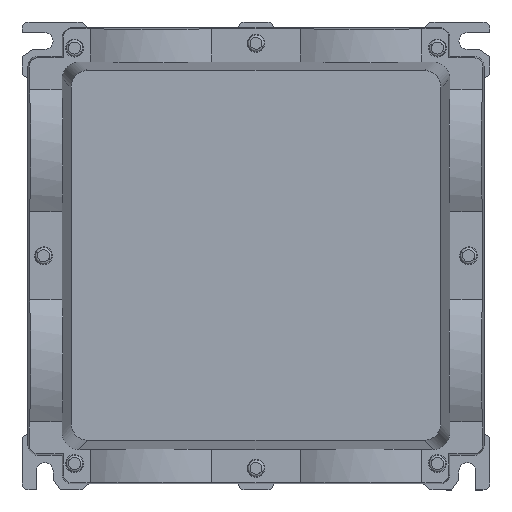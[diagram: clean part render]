
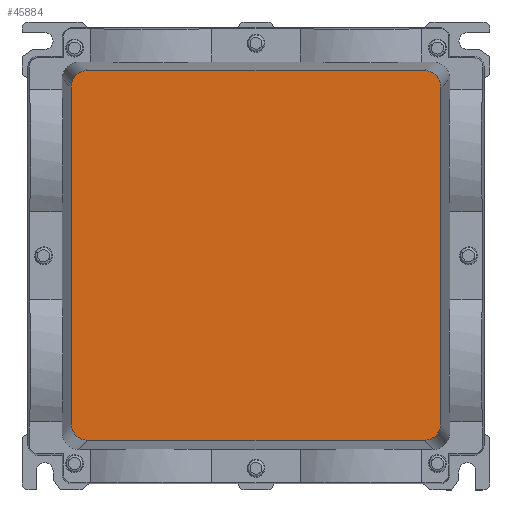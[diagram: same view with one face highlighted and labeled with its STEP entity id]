
A CAD part, top view. The second image highlights one B-rep face of the part: STEP entity #45884.
In plain terms, the highlighted planar face has unit normal (0, 0, 1).
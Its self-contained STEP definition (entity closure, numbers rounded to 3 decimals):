
#45872=AXIS2_PLACEMENT_3D('Plane Axis2P3D',#45869,#45870,#45871) ;
#45089=CARTESIAN_POINT('Control Point',(20.573,168.431,155.)) ;
#45090=CARTESIAN_POINT('Control Point',(20.573,170.629,155.)) ;
#45091=CARTESIAN_POINT('Control Point',(21.432,172.829,155.)) ;
#45092=CARTESIAN_POINT('Control Point',(23.171,174.568,155.)) ;
#45093=CARTESIAN_POINT('Control Point',(25.371,175.427,155.)) ;
#45094=CARTESIAN_POINT('Control Point',(27.569,175.427,155.)) ;
#45095=CARTESIAN_POINT('Vertex',(20.573,168.431,155.)) ;
#45097=CARTESIAN_POINT('Vertex',(27.569,175.427,155.)) ;
#45123=CARTESIAN_POINT('Line Origine',(98.,175.427,155.)) ;
#45127=CARTESIAN_POINT('Vertex',(168.431,175.427,155.)) ;
#45154=CARTESIAN_POINT('Vertex',(20.573,27.569,155.)) ;
#45157=CARTESIAN_POINT('Line Origine',(20.573,98.,155.)) ;
#45273=CARTESIAN_POINT('Vertex',(27.569,20.573,155.)) ;
#45277=CARTESIAN_POINT('Control Point',(20.573,27.569,155.)) ;
#45278=CARTESIAN_POINT('Control Point',(20.573,25.371,155.)) ;
#45279=CARTESIAN_POINT('Control Point',(21.432,23.171,155.)) ;
#45280=CARTESIAN_POINT('Control Point',(23.171,21.432,155.)) ;
#45281=CARTESIAN_POINT('Control Point',(25.371,20.573,155.)) ;
#45282=CARTESIAN_POINT('Control Point',(27.569,20.573,155.)) ;
#45300=CARTESIAN_POINT('Vertex',(168.431,20.573,155.)) ;
#45303=CARTESIAN_POINT('Line Origine',(98.,20.573,155.)) ;
#45416=CARTESIAN_POINT('Control Point',(175.427,27.569,155.)) ;
#45417=CARTESIAN_POINT('Control Point',(175.427,25.371,155.)) ;
#45418=CARTESIAN_POINT('Control Point',(174.568,23.171,155.)) ;
#45419=CARTESIAN_POINT('Control Point',(172.829,21.432,155.)) ;
#45420=CARTESIAN_POINT('Control Point',(170.629,20.573,155.)) ;
#45421=CARTESIAN_POINT('Control Point',(168.431,20.573,155.)) ;
#45422=CARTESIAN_POINT('Vertex',(175.427,27.569,155.)) ;
#45446=CARTESIAN_POINT('Vertex',(175.427,168.431,155.)) ;
#45449=CARTESIAN_POINT('Line Origine',(175.427,98.,155.)) ;
#45562=CARTESIAN_POINT('Control Point',(175.427,168.431,155.)) ;
#45563=CARTESIAN_POINT('Control Point',(175.427,170.629,155.)) ;
#45564=CARTESIAN_POINT('Control Point',(174.568,172.829,155.)) ;
#45565=CARTESIAN_POINT('Control Point',(172.829,174.568,155.)) ;
#45566=CARTESIAN_POINT('Control Point',(170.629,175.427,155.)) ;
#45567=CARTESIAN_POINT('Control Point',(168.431,175.427,155.)) ;
#45869=CARTESIAN_POINT('Axis2P3D Location',(98.,98.,155.)) ;
#45124=DIRECTION('Vector Direction',(1.,0.,0.)) ;
#45158=DIRECTION('Vector Direction',(0.,1.,0.)) ;
#45304=DIRECTION('Vector Direction',(1.,0.,0.)) ;
#45450=DIRECTION('Vector Direction',(0.,1.,0.)) ;
#45870=DIRECTION('Axis2P3D Direction',(0.,0.,1.)) ;
#45871=DIRECTION('Axis2P3D XDirection',(0.,-1.,0.)) ;
#45125=VECTOR('Line Direction',#45124,1.) ;
#45159=VECTOR('Line Direction',#45158,1.) ;
#45305=VECTOR('Line Direction',#45304,1.) ;
#45451=VECTOR('Line Direction',#45450,1.) ;
#45875=ORIENTED_EDGE('',*,*,#45161,.T.) ;
#45876=ORIENTED_EDGE('',*,*,#45283,.F.) ;
#45877=ORIENTED_EDGE('',*,*,#45307,.T.) ;
#45878=ORIENTED_EDGE('',*,*,#45424,.F.) ;
#45879=ORIENTED_EDGE('',*,*,#45453,.T.) ;
#45880=ORIENTED_EDGE('',*,*,#45568,.F.) ;
#45881=ORIENTED_EDGE('',*,*,#45129,.T.) ;
#45882=ORIENTED_EDGE('',*,*,#45099,.F.) ;
#45884=ADVANCED_FACE('Gehaeuse_OT',(#45883),#45873,.T.) ;
#45088=B_SPLINE_CURVE_WITH_KNOTS('',5,(#45089,#45090,#45091,#45092,#45093,#45094),.UNSPECIFIED.,.F.,.U.,(6,6),(0.,15.541),.UNSPECIFIED.) ;
#45276=B_SPLINE_CURVE_WITH_KNOTS('',5,(#45277,#45278,#45279,#45280,#45281,#45282),.UNSPECIFIED.,.F.,.U.,(6,6),(0.,15.541),.UNSPECIFIED.) ;
#45415=B_SPLINE_CURVE_WITH_KNOTS('',5,(#45416,#45417,#45418,#45419,#45420,#45421),.UNSPECIFIED.,.F.,.U.,(6,6),(0.,15.541),.UNSPECIFIED.) ;
#45561=B_SPLINE_CURVE_WITH_KNOTS('',5,(#45562,#45563,#45564,#45565,#45566,#45567),.UNSPECIFIED.,.F.,.U.,(6,6),(0.,15.541),.UNSPECIFIED.) ;
#45099=EDGE_CURVE('',#45096,#45098,#45088,.T.) ;
#45129=EDGE_CURVE('',#45128,#45098,#45126,.F.) ;
#45161=EDGE_CURVE('',#45096,#45155,#45160,.F.) ;
#45283=EDGE_CURVE('',#45274,#45155,#45276,.F.) ;
#45307=EDGE_CURVE('',#45274,#45301,#45306,.T.) ;
#45424=EDGE_CURVE('',#45423,#45301,#45415,.T.) ;
#45453=EDGE_CURVE('',#45423,#45447,#45452,.T.) ;
#45568=EDGE_CURVE('',#45128,#45447,#45561,.F.) ;
#45874=EDGE_LOOP('',(#45875,#45876,#45877,#45878,#45879,#45880,#45881,#45882)) ;
#45883=FACE_OUTER_BOUND('',#45874,.T.) ;
#45126=LINE('Line',#45123,#45125) ;
#45160=LINE('Line',#45157,#45159) ;
#45306=LINE('Line',#45303,#45305) ;
#45452=LINE('Line',#45449,#45451) ;
#45873=PLANE('',#45872) ;
#45096=VERTEX_POINT('',#45095) ;
#45098=VERTEX_POINT('',#45097) ;
#45128=VERTEX_POINT('',#45127) ;
#45155=VERTEX_POINT('',#45154) ;
#45274=VERTEX_POINT('',#45273) ;
#45301=VERTEX_POINT('',#45300) ;
#45423=VERTEX_POINT('',#45422) ;
#45447=VERTEX_POINT('',#45446) ;
